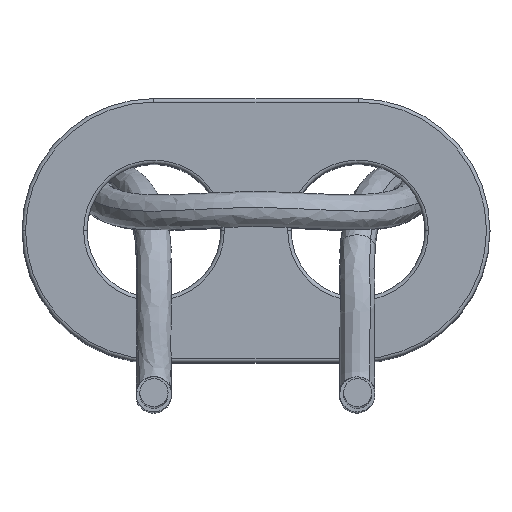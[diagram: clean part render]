
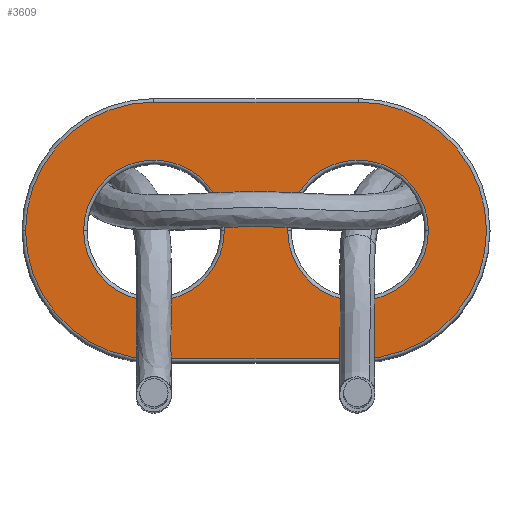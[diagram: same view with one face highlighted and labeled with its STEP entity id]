
A CAD part, top view. The second image highlights one B-rep face of the part: STEP entity #3609.
In plain terms, the highlighted planar face has unit normal (0, 0, 1).
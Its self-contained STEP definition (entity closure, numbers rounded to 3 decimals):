
#18 = ORIENTED_EDGE ( 'NONE', *, *, #408, .T. ) ;
#94 = EDGE_CURVE ( 'NONE', #499, #4027, #232, .T. ) ;
#172 = DIRECTION ( 'NONE',  ( -1., 0., 0. ) ) ;
#232 = LINE ( 'NONE', #4553, #1256 ) ;
#408 = EDGE_CURVE ( 'NONE', #4087, #499, #2888, .T. ) ;
#426 = DIRECTION ( 'NONE',  ( 0., -1., 0. ) ) ;
#499 = VERTEX_POINT ( 'NONE', #1055 ) ;
#564 = ORIENTED_EDGE ( 'NONE', *, *, #4651, .T. ) ;
#727 = DIRECTION ( 'NONE',  ( -1., 0., 0. ) ) ;
#944 = ORIENTED_EDGE ( 'NONE', *, *, #1518, .T. ) ;
#963 = AXIS2_PLACEMENT_3D ( 'NONE', #3863, #1704, #3443 ) ;
#978 = VERTEX_POINT ( 'NONE', #2885 ) ;
#992 = DIRECTION ( 'NONE',  ( 0., 0., -1. ) ) ;
#1055 = CARTESIAN_POINT ( 'NONE',  ( -8.271, 10.086, 7. ) ) ;
#1104 = CARTESIAN_POINT ( 'NONE',  ( -14.071, 6.436, 7. ) ) ;
#1130 = FACE_BOUND ( 'NONE', #3618, .T. ) ;
#1256 = VECTOR ( 'NONE', #727, 1000. ) ;
#1334 = CARTESIAN_POINT ( 'NONE',  ( -8.271, 2.786, 7. ) ) ;
#1381 = CARTESIAN_POINT ( 'NONE',  ( -8.271, 6.436, 7. ) ) ;
#1518 = EDGE_CURVE ( 'NONE', #3121, #978, #3964, .T. ) ;
#1680 = CARTESIAN_POINT ( 'NONE',  ( -8.271, 6.436, 7. ) ) ;
#1704 = DIRECTION ( 'NONE',  ( 0., 0., -1. ) ) ;
#1725 = EDGE_CURVE ( 'NONE', #5363, #4290, #3968, .T. ) ;
#1785 = LINE ( 'NONE', #1334, #4246 ) ;
#1804 = AXIS2_PLACEMENT_3D ( 'NONE', #1680, #3794, #426 ) ;
#1879 = CIRCLE ( 'NONE', #4063, 3.65 ) ;
#2018 = DIRECTION ( 'NONE',  ( -1., 0., 0. ) ) ;
#2023 = CARTESIAN_POINT ( 'NONE',  ( -14.071, 10.086, 7. ) ) ;
#2084 = DIRECTION ( 'NONE',  ( 0., 0., -1. ) ) ;
#2159 = EDGE_CURVE ( 'NONE', #4027, #5363, #1879, .T. ) ;
#2323 = ORIENTED_EDGE ( 'NONE', *, *, #2159, .T. ) ;
#2345 = VERTEX_POINT ( 'NONE', #3391 ) ;
#2604 = EDGE_CURVE ( 'NONE', #4290, #4087, #1785, .T. ) ;
#2619 = AXIS2_PLACEMENT_3D ( 'NONE', #4855, #2683, #172 ) ;
#2683 = DIRECTION ( 'NONE',  ( 0., 0., 1. ) ) ;
#2719 = AXIS2_PLACEMENT_3D ( 'NONE', #4367, #3171, #5255 ) ;
#2789 = AXIS2_PLACEMENT_3D ( 'NONE', #5080, #3687, #2018 ) ;
#2820 = EDGE_LOOP ( 'NONE', ( #2323, #4826, #4317, #18, #4757 ) ) ;
#2853 = PLANE ( 'NONE',  #1804 ) ;
#2871 = CIRCLE ( 'NONE', #5129, 2. ) ;
#2885 = CARTESIAN_POINT ( 'NONE',  ( -6.271, 6.436, 7. ) ) ;
#2888 = CIRCLE ( 'NONE', #2619, 3.65 ) ;
#3107 = CARTESIAN_POINT ( 'NONE',  ( -8.271, 2.786, 7. ) ) ;
#3121 = VERTEX_POINT ( 'NONE', #4689 ) ;
#3171 = DIRECTION ( 'NONE',  ( 0., 0., -1. ) ) ;
#3391 = CARTESIAN_POINT ( 'NONE',  ( -16.071, 6.436, 7. ) ) ;
#3401 = DIRECTION ( 'NONE',  ( -1., 0., 0. ) ) ;
#3443 = DIRECTION ( 'NONE',  ( -1., 0., 0. ) ) ;
#3609 = ADVANCED_FACE ( 'NONE', ( #3704, #5007, #1130 ), #2853, .F. ) ;
#3618 = EDGE_LOOP ( 'NONE', ( #944, #564 ) ) ;
#3687 = DIRECTION ( 'NONE',  ( 0., 0., 1. ) ) ;
#3704 = FACE_OUTER_BOUND ( 'NONE', #2820, .T. ) ;
#3794 = DIRECTION ( 'NONE',  ( 0., 0., -1. ) ) ;
#3858 = CARTESIAN_POINT ( 'NONE',  ( -14.071, 6.436, 7. ) ) ;
#3862 = AXIS2_PLACEMENT_3D ( 'NONE', #1381, #992, #4459 ) ;
#3863 = CARTESIAN_POINT ( 'NONE',  ( -8.271, 6.436, 7. ) ) ;
#3964 = CIRCLE ( 'NONE', #963, 2. ) ;
#3968 = CIRCLE ( 'NONE', #2789, 3.65 ) ;
#3983 = DIRECTION ( 'NONE',  ( 1., 0., 0. ) ) ;
#4027 = VERTEX_POINT ( 'NONE', #2023 ) ;
#4063 = AXIS2_PLACEMENT_3D ( 'NONE', #1104, #4228, #4539 ) ;
#4084 = CIRCLE ( 'NONE', #2719, 2. ) ;
#4087 = VERTEX_POINT ( 'NONE', #3107 ) ;
#4228 = DIRECTION ( 'NONE',  ( 0., 0., 1. ) ) ;
#4240 = EDGE_CURVE ( 'NONE', #2345, #4693, #4084, .T. ) ;
#4246 = VECTOR ( 'NONE', #3983, 1000. ) ;
#4290 = VERTEX_POINT ( 'NONE', #4943 ) ;
#4317 = ORIENTED_EDGE ( 'NONE', *, *, #2604, .T. ) ;
#4367 = CARTESIAN_POINT ( 'NONE',  ( -14.071, 6.436, 7. ) ) ;
#4418 = EDGE_LOOP ( 'NONE', ( #5227, #5056 ) ) ;
#4459 = DIRECTION ( 'NONE',  ( -1., 0., 0. ) ) ;
#4539 = DIRECTION ( 'NONE',  ( -1., 0., 0. ) ) ;
#4553 = CARTESIAN_POINT ( 'NONE',  ( -8.271, 10.086, 7. ) ) ;
#4651 = EDGE_CURVE ( 'NONE', #978, #3121, #5297, .T. ) ;
#4689 = CARTESIAN_POINT ( 'NONE',  ( -10.271, 6.436, 7. ) ) ;
#4693 = VERTEX_POINT ( 'NONE', #5323 ) ;
#4757 = ORIENTED_EDGE ( 'NONE', *, *, #94, .T. ) ;
#4826 = ORIENTED_EDGE ( 'NONE', *, *, #1725, .T. ) ;
#4855 = CARTESIAN_POINT ( 'NONE',  ( -8.271, 6.436, 7. ) ) ;
#4943 = CARTESIAN_POINT ( 'NONE',  ( -14.071, 2.786, 7. ) ) ;
#5007 = FACE_BOUND ( 'NONE', #4418, .T. ) ;
#5056 = ORIENTED_EDGE ( 'NONE', *, *, #5337, .T. ) ;
#5080 = CARTESIAN_POINT ( 'NONE',  ( -14.071, 6.436, 7. ) ) ;
#5129 = AXIS2_PLACEMENT_3D ( 'NONE', #3858, #2084, #3401 ) ;
#5164 = CARTESIAN_POINT ( 'NONE',  ( -17.721, 6.436, 7. ) ) ;
#5227 = ORIENTED_EDGE ( 'NONE', *, *, #4240, .T. ) ;
#5255 = DIRECTION ( 'NONE',  ( -1., 0., 0. ) ) ;
#5297 = CIRCLE ( 'NONE', #3862, 2. ) ;
#5323 = CARTESIAN_POINT ( 'NONE',  ( -12.071, 6.436, 7. ) ) ;
#5337 = EDGE_CURVE ( 'NONE', #4693, #2345, #2871, .T. ) ;
#5363 = VERTEX_POINT ( 'NONE', #5164 ) ;
